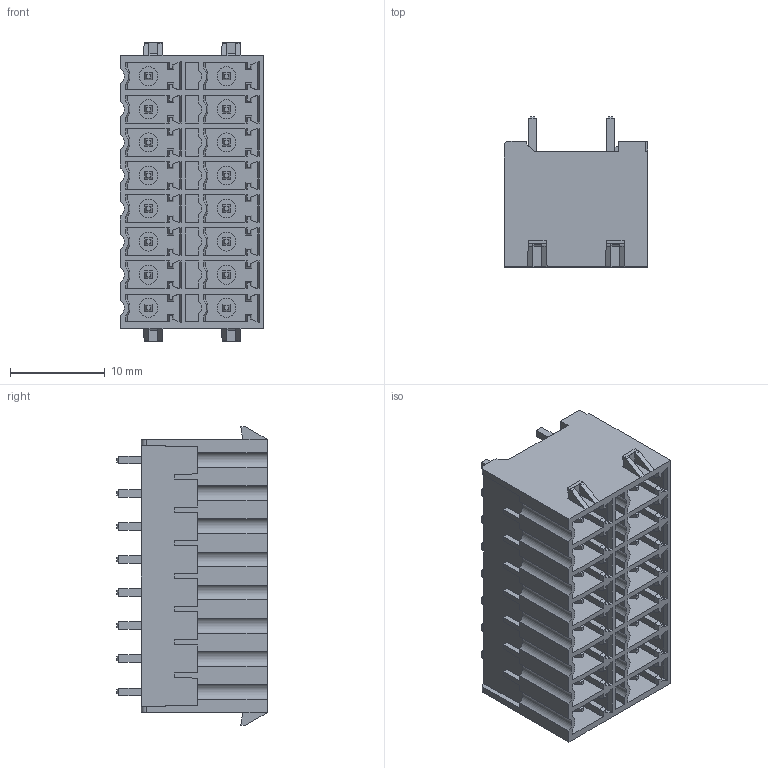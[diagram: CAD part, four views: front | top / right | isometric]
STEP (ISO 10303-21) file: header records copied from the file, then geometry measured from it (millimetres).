
FILE_DESCRIPTION((''),'2;1');
FILE_NAME('TLPHDL-007V-1','2024-09-14T08:42:22',('sheji109'),(''),'CREO PARAMETRIC BY PTC INC, 2018100','CREO PARAMETRIC BY PTC INC, 2018100','');
FILE_SCHEMA(('AUTOMOTIVE_DESIGN { 1 0 10303 214 1 1 1 1 }'));
Length unit declared in the file: millimetre
Products named in the file (1): TLPHDL-007V-1
Bounding box: 15.2 x 15.9 x 31.6 mm (x, y, z)
Volume: 3758.7 mm3; surface area: 5464 mm2
Topology: 1 solids, 19 shells, 1589 faces, 4215 edges, 2736 vertices
Faces by surface type: plane 1367, cylinder 144, cone 66, bspline 12
Entity records: 49068 total; most frequent: CARTESIAN_POINT 9781, ORIENTED_EDGE 8430, DIRECTION 7503, EDGE_CURVE 4215, VECTOR 3701, LINE 3701, VERTEX_POINT 2736, AXIS2_PLACEMENT_3D 1901
